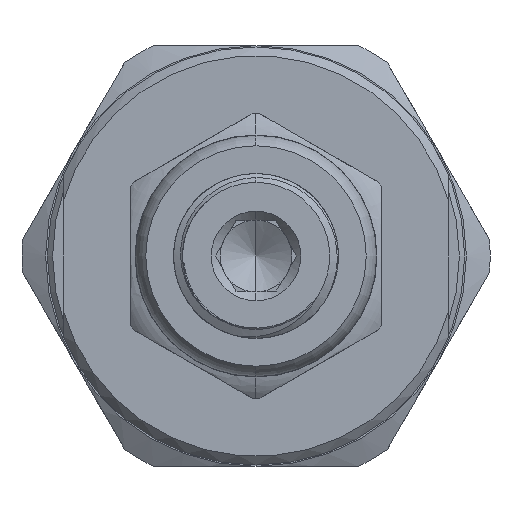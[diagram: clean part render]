
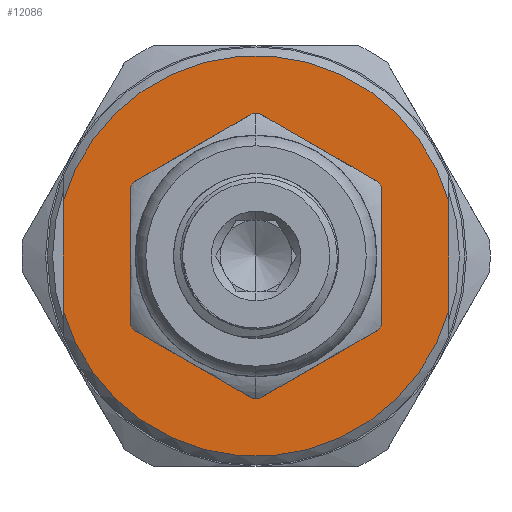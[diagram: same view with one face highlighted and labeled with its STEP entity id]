
A CAD part, left-side view. The second image highlights one B-rep face of the part: STEP entity #12086.
In plain terms, the highlighted planar face has unit normal (-1, 0, 0).
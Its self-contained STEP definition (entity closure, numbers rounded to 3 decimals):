
#764 = AXIS2_PLACEMENT_3D ( 'NONE', #6491, #5299, #8367 ) ;
#773 = DIRECTION ( 'NONE',  ( -1., 0., 0. ) ) ;
#898 = VERTEX_POINT ( 'NONE', #5178 ) ;
#1073 = CIRCLE ( 'NONE', #764, 6.875 ) ;
#1347 = LINE ( 'NONE', #3967, #6447 ) ;
#1407 = EDGE_CURVE ( 'NONE', #9622, #4526, #5320, .T. ) ;
#1584 = CARTESIAN_POINT ( 'NONE',  ( -6.5, -11., 3.087 ) ) ;
#1675 = EDGE_CURVE ( 'NONE', #12764, #4526, #4657, .T. ) ;
#2049 = ORIENTED_EDGE ( 'NONE', *, *, #9533, .T. ) ;
#2260 = DIRECTION ( 'NONE',  ( 0., 1., 0. ) ) ;
#2704 = EDGE_CURVE ( 'NONE', #9622, #9513, #1347, .T. ) ;
#2988 = FACE_OUTER_BOUND ( 'NONE', #10710, .T. ) ;
#3488 = ORIENTED_EDGE ( 'NONE', *, *, #2704, .F. ) ;
#3931 = DIRECTION ( 'NONE',  ( 0., 1., 0. ) ) ;
#3967 = CARTESIAN_POINT ( 'NONE',  ( -6.5, 11., -10.9 ) ) ;
#3991 = CARTESIAN_POINT ( 'NONE',  ( -6.5, 0., 6.875 ) ) ;
#4008 = AXIS2_PLACEMENT_3D ( 'NONE', #9377, #11451, #2260 ) ;
#4286 = VERTEX_POINT ( 'NONE', #3991 ) ;
#4377 = PLANE ( 'NONE',  #8919 ) ;
#4526 = VERTEX_POINT ( 'NONE', #12601 ) ;
#4657 = LINE ( 'NONE', #5661, #7262 ) ;
#4943 = CARTESIAN_POINT ( 'NONE',  ( -6.5, 0., 0. ) ) ;
#5178 = CARTESIAN_POINT ( 'NONE',  ( -6.5, 0., -6.875 ) ) ;
#5224 = ORIENTED_EDGE ( 'NONE', *, *, #1675, .F. ) ;
#5299 = DIRECTION ( 'NONE',  ( 1., 0., 0. ) ) ;
#5320 = CIRCLE ( 'NONE', #4008, 11.425 ) ;
#5661 = CARTESIAN_POINT ( 'NONE',  ( -6.5, -11., -10.9 ) ) ;
#6447 = VECTOR ( 'NONE', #9211, 1000. ) ;
#6491 = CARTESIAN_POINT ( 'NONE',  ( -6.5, 0., 0. ) ) ;
#6600 = FACE_BOUND ( 'NONE', #7989, .T. ) ;
#7076 = CARTESIAN_POINT ( 'NONE',  ( -6.5, 0., 0. ) ) ;
#7262 = VECTOR ( 'NONE', #8824, 1000. ) ;
#7654 = DIRECTION ( 'NONE',  ( 0., 1., 0. ) ) ;
#7989 = EDGE_LOOP ( 'NONE', ( #8299, #2049 ) ) ;
#8116 = CARTESIAN_POINT ( 'NONE',  ( -6.5, 11., 3.087 ) ) ;
#8299 = ORIENTED_EDGE ( 'NONE', *, *, #9873, .T. ) ;
#8367 = DIRECTION ( 'NONE',  ( 0., 0., -1. ) ) ;
#8824 = DIRECTION ( 'NONE',  ( 0., 0., -1. ) ) ;
#8919 = AXIS2_PLACEMENT_3D ( 'NONE', #12708, #12845, #7654 ) ;
#9211 = DIRECTION ( 'NONE',  ( 0., 0., 1. ) ) ;
#9270 = CARTESIAN_POINT ( 'NONE',  ( -6.5, 11., -3.087 ) ) ;
#9377 = CARTESIAN_POINT ( 'NONE',  ( -6.5, 0., 0. ) ) ;
#9513 = VERTEX_POINT ( 'NONE', #8116 ) ;
#9533 = EDGE_CURVE ( 'NONE', #898, #4286, #13276, .T. ) ;
#9622 = VERTEX_POINT ( 'NONE', #9270 ) ;
#9683 = AXIS2_PLACEMENT_3D ( 'NONE', #7076, #11243, #11199 ) ;
#9873 = EDGE_CURVE ( 'NONE', #4286, #898, #1073, .T. ) ;
#10164 = CIRCLE ( 'NONE', #12205, 11.425 ) ;
#10710 = EDGE_LOOP ( 'NONE', ( #5224, #11650, #3488, #12519 ) ) ;
#11199 = DIRECTION ( 'NONE',  ( 0., 0., -1. ) ) ;
#11243 = DIRECTION ( 'NONE',  ( 1., 0., 0. ) ) ;
#11451 = DIRECTION ( 'NONE',  ( -1., 0., 0. ) ) ;
#11650 = ORIENTED_EDGE ( 'NONE', *, *, #13005, .T. ) ;
#12086 = ADVANCED_FACE ( 'NONE', ( #6600, #2988 ), #4377, .T. ) ;
#12205 = AXIS2_PLACEMENT_3D ( 'NONE', #4943, #773, #3931 ) ;
#12519 = ORIENTED_EDGE ( 'NONE', *, *, #1407, .T. ) ;
#12601 = CARTESIAN_POINT ( 'NONE',  ( -6.5, -11., -3.087 ) ) ;
#12708 = CARTESIAN_POINT ( 'NONE',  ( -6.5, 0., 0. ) ) ;
#12764 = VERTEX_POINT ( 'NONE', #1584 ) ;
#12845 = DIRECTION ( 'NONE',  ( -1., 0., 0. ) ) ;
#13005 = EDGE_CURVE ( 'NONE', #12764, #9513, #10164, .T. ) ;
#13276 = CIRCLE ( 'NONE', #9683, 6.875 ) ;
